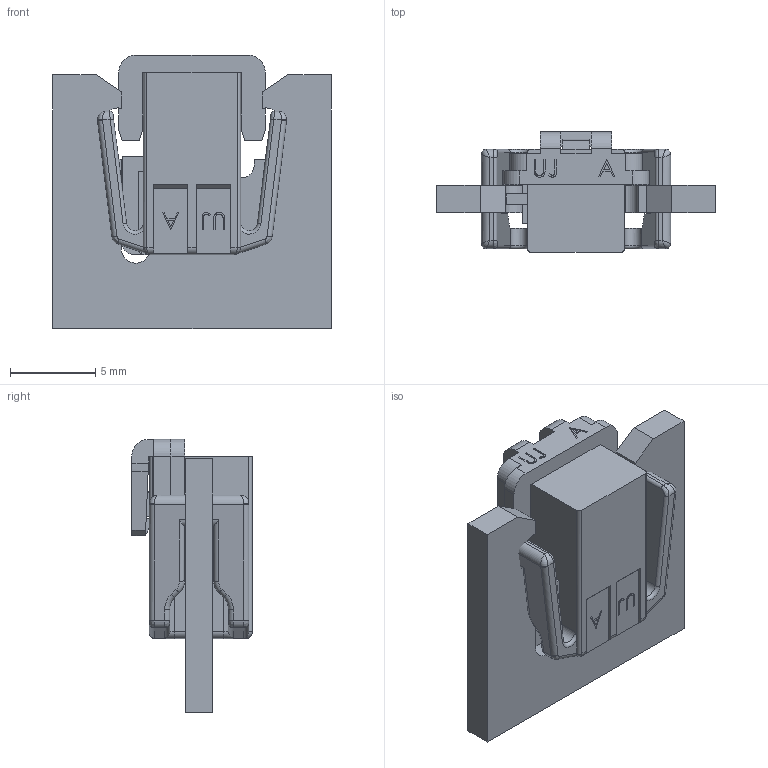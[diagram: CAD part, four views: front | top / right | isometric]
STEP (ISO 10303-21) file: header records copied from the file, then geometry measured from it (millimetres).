
FILE_DESCRIPTION((''),'2;1');
FILE_NAME('ASM0001_ASM','2023-01-04T15:28:48',('kchan'),(''),'CREO PARAMETRIC BY PTC INC, 2017380','CREO PARAMETRIC BY PTC INC, 2017380','');
FILE_SCHEMA(('CONFIG_CONTROL_DESIGN'));
Length unit declared in the file: millimetre
Products named in the file (3): C_PCB_2F; C_PCB_SLOT_2F_HSG; ASM0001_ASM
Assembly tree (2 placements, depth 2):
  ASM0001_ASM
    C_PCB_2F
    C_PCB_SLOT_2F_HSG
Bounding box: 16.34 x 7.07 x 16.05 mm (x, y, z)
Volume: 725.4 mm3; surface area: 1190.4 mm2
Topology: 2 solids, 2 shells, 372 faces, 1020 edges, 654 vertices
Faces by surface type: plane 211, cylinder 93, extrusion 30, bspline 26, torus 12
Entity records: 14089 total; most frequent: CARTESIAN_POINT 4788, ORIENTED_EDGE 2020, DIRECTION 1762, EDGE_CURVE 1010, VECTOR 720, LINE 690, VERTEX_POINT 652, AXIS2_PLACEMENT_3D 521
